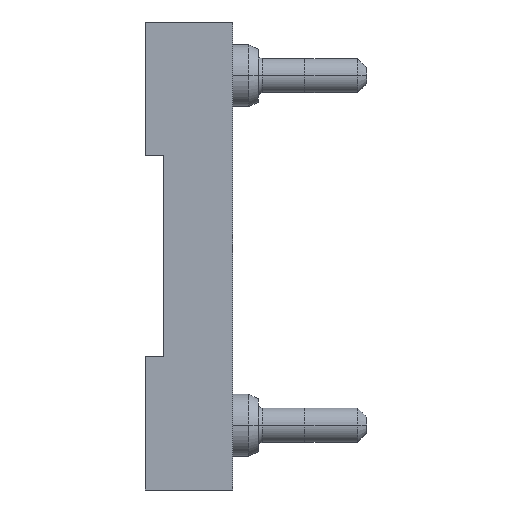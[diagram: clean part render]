
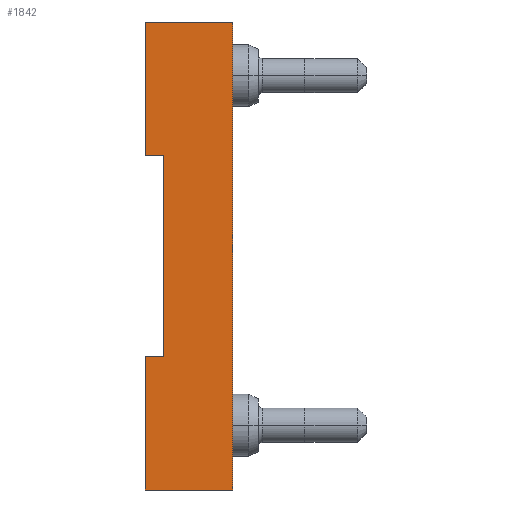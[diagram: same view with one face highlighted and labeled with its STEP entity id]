
A CAD part, left-side view. The second image highlights one B-rep face of the part: STEP entity #1842.
In plain terms, the highlighted planar face has unit normal (-1, 0, 0).
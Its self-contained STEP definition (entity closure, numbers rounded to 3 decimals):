
#105=CARTESIAN_POINT('',(0.,0.,-10.2));
#106=VERTEX_POINT('',#105);
#159=CARTESIAN_POINT('',(0.,0.,0.));
#160=VERTEX_POINT('',#159);
#170=CARTESIAN_POINT('',(0.,0.,0.));
#171=CARTESIAN_POINT('',(0.,0.,-2.04));
#172=CARTESIAN_POINT('',(0.,0.,-4.08));
#173=CARTESIAN_POINT('',(0.,0.,-6.12));
#174=CARTESIAN_POINT('',(0.,0.,-8.16));
#175=CARTESIAN_POINT('',(0.,0.,-10.2));
#176=B_SPLINE_CURVE_WITH_KNOTS('',5,(#170,#171,#172,#173,#174,#175),.UNSPECIFIED.,.F.,.U.,(6,6),(0.,10.2),.UNSPECIFIED.);
#177=EDGE_CURVE('',#160,#106,#176,.T.);
#1463=CARTESIAN_POINT('',(0.,1.5,-2.9));
#1464=VERTEX_POINT('',#1463);
#1474=CARTESIAN_POINT('',(0.,1.9,-2.9));
#1475=VERTEX_POINT('',#1474);
#1476=CARTESIAN_POINT('',(0.,1.5,-2.9));
#1477=CARTESIAN_POINT('',(0.,1.58,-2.9));
#1478=CARTESIAN_POINT('',(0.,1.66,-2.9));
#1479=CARTESIAN_POINT('',(0.,1.74,-2.9));
#1480=CARTESIAN_POINT('',(0.,1.82,-2.9));
#1481=CARTESIAN_POINT('',(0.,1.9,-2.9));
#1482=B_SPLINE_CURVE_WITH_KNOTS('',5,(#1476,#1477,#1478,#1479,#1480,#1481),.UNSPECIFIED.,.F.,.U.,(6,6),(0.,0.4),.UNSPECIFIED.);
#1483=EDGE_CURVE('',#1464,#1475,#1482,.T.);
#1565=CARTESIAN_POINT('',(0.,1.9,-7.3));
#1566=VERTEX_POINT('',#1565);
#1567=CARTESIAN_POINT('',(0.,1.5,-7.3));
#1568=VERTEX_POINT('',#1567);
#1569=CARTESIAN_POINT('',(0.,1.9,-7.3));
#1570=CARTESIAN_POINT('',(0.,1.82,-7.3));
#1571=CARTESIAN_POINT('',(0.,1.74,-7.3));
#1572=CARTESIAN_POINT('',(0.,1.66,-7.3));
#1573=CARTESIAN_POINT('',(0.,1.58,-7.3));
#1574=CARTESIAN_POINT('',(0.,1.5,-7.3));
#1575=B_SPLINE_CURVE_WITH_KNOTS('',5,(#1569,#1570,#1571,#1572,#1573,#1574),.UNSPECIFIED.,.F.,.U.,(6,6),(0.,0.4),.UNSPECIFIED.);
#1576=EDGE_CURVE('',#1566,#1568,#1575,.T.);
#1629=CARTESIAN_POINT('',(0.,1.9,-10.2));
#1630=VERTEX_POINT('',#1629);
#1631=CARTESIAN_POINT('',(0.,0.,-10.2));
#1632=CARTESIAN_POINT('',(0.,0.38,-10.2));
#1633=CARTESIAN_POINT('',(0.,0.76,-10.2));
#1634=CARTESIAN_POINT('',(0.,1.14,-10.2));
#1635=CARTESIAN_POINT('',(0.,1.52,-10.2));
#1636=CARTESIAN_POINT('',(0.,1.9,-10.2));
#1637=B_SPLINE_CURVE_WITH_KNOTS('',5,(#1631,#1632,#1633,#1634,#1635,#1636),.UNSPECIFIED.,.F.,.U.,(6,6),(0.,1.9),.UNSPECIFIED.);
#1638=EDGE_CURVE('',#106,#1630,#1637,.T.);
#1779=CARTESIAN_POINT('',(0.,1.9,0.));
#1780=VERTEX_POINT('',#1779);
#1790=CARTESIAN_POINT('',(0.,1.9,0.));
#1791=CARTESIAN_POINT('',(0.,1.52,0.));
#1792=CARTESIAN_POINT('',(0.,1.14,0.));
#1793=CARTESIAN_POINT('',(0.,0.76,0.));
#1794=CARTESIAN_POINT('',(0.,0.38,0.));
#1795=CARTESIAN_POINT('',(0.,0.,0.));
#1796=B_SPLINE_CURVE_WITH_KNOTS('',5,(#1790,#1791,#1792,#1793,#1794,#1795),.UNSPECIFIED.,.F.,.U.,(6,6),(0.,1.9),.UNSPECIFIED.);
#1797=EDGE_CURVE('',#1780,#160,#1796,.T.);
#1803=CARTESIAN_POINT('',(0.,0.95,-5.1));
#1804=DIRECTION('',(0.,0.,1.));
#1805=DIRECTION('',(-1.,0.,0.));
#1806=AXIS2_PLACEMENT_3D('',#1803,#1805,#1804);
#1807=PLANE('',#1806);
#1808=CARTESIAN_POINT('',(0.,1.9,-7.3));
#1809=CARTESIAN_POINT('',(0.,1.9,-7.88));
#1810=CARTESIAN_POINT('',(0.,1.9,-8.46));
#1811=CARTESIAN_POINT('',(0.,1.9,-9.04));
#1812=CARTESIAN_POINT('',(0.,1.9,-9.62));
#1813=CARTESIAN_POINT('',(0.,1.9,-10.2));
#1814=B_SPLINE_CURVE_WITH_KNOTS('',5,(#1808,#1809,#1810,#1811,#1812,#1813),.UNSPECIFIED.,.F.,.U.,(6,6),(0.,2.9),.UNSPECIFIED.);
#1815=EDGE_CURVE('',#1566,#1630,#1814,.T.);
#1816=ORIENTED_EDGE('',*,*,#1815,.T.);
#1817=ORIENTED_EDGE('',*,*,#1638,.F.);
#1818=ORIENTED_EDGE('',*,*,#177,.F.);
#1819=ORIENTED_EDGE('',*,*,#1797,.F.);
#1820=CARTESIAN_POINT('',(0.,1.9,0.));
#1821=CARTESIAN_POINT('',(0.,1.9,-0.58));
#1822=CARTESIAN_POINT('',(0.,1.9,-1.16));
#1823=CARTESIAN_POINT('',(0.,1.9,-1.74));
#1824=CARTESIAN_POINT('',(0.,1.9,-2.32));
#1825=CARTESIAN_POINT('',(0.,1.9,-2.9));
#1826=B_SPLINE_CURVE_WITH_KNOTS('',5,(#1820,#1821,#1822,#1823,#1824,#1825),.UNSPECIFIED.,.F.,.U.,(6,6),(0.,2.9),.UNSPECIFIED.);
#1827=EDGE_CURVE('',#1780,#1475,#1826,.T.);
#1828=ORIENTED_EDGE('',*,*,#1827,.T.);
#1829=ORIENTED_EDGE('',*,*,#1483,.F.);
#1830=CARTESIAN_POINT('',(0.,1.5,-2.9));
#1831=CARTESIAN_POINT('',(0.,1.5,-3.78));
#1832=CARTESIAN_POINT('',(0.,1.5,-4.66));
#1833=CARTESIAN_POINT('',(0.,1.5,-5.54));
#1834=CARTESIAN_POINT('',(0.,1.5,-6.42));
#1835=CARTESIAN_POINT('',(0.,1.5,-7.3));
#1836=B_SPLINE_CURVE_WITH_KNOTS('',5,(#1830,#1831,#1832,#1833,#1834,#1835),.UNSPECIFIED.,.F.,.U.,(6,6),(0.,4.4),.UNSPECIFIED.);
#1837=EDGE_CURVE('',#1464,#1568,#1836,.T.);
#1838=ORIENTED_EDGE('',*,*,#1837,.T.);
#1839=ORIENTED_EDGE('',*,*,#1576,.F.);
#1840=EDGE_LOOP('',(#1816,#1817,#1818,#1819,#1828,#1829,#1838,#1839));
#1841=FACE_OUTER_BOUND('',#1840,.T.);
#1842=ADVANCED_FACE('',(#1841),#1807,.T.);
